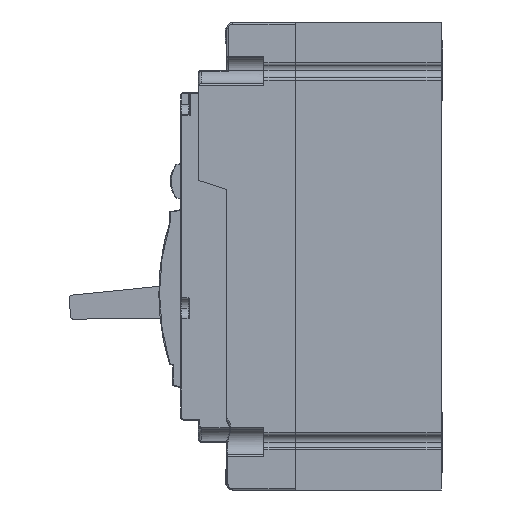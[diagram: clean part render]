
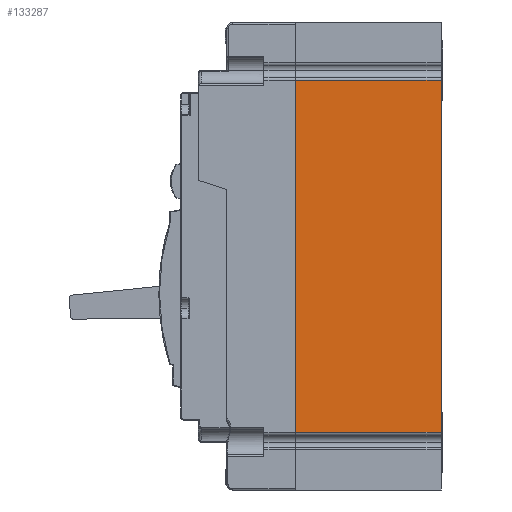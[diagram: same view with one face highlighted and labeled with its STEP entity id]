
A CAD part, left-side view. The second image highlights one B-rep face of the part: STEP entity #133287.
In plain terms, the highlighted planar face has unit normal (-1, 0, 0).
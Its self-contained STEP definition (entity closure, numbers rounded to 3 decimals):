
#9825=PLANE('',#138791);
#14055=FACE_OUTER_BOUND('',#19264,.T.);
#19264=EDGE_LOOP('',(#105257,#105258,#105259,#105260));
#25402=LINE('',#187605,#41953);
#25403=LINE('',#187609,#41954);
#25404=LINE('',#187610,#41955);
#25405=LINE('',#187611,#41956);
#41953=VECTOR('',#150704,1000.);
#41954=VECTOR('',#150707,1000.);
#41955=VECTOR('',#150708,1000.);
#41956=VECTOR('',#150709,1000.);
#62693=VERTEX_POINT('',#187601);
#62694=VERTEX_POINT('',#187603);
#62695=VERTEX_POINT('',#187607);
#62696=VERTEX_POINT('',#187608);
#82577=EDGE_CURVE('',#62694,#62693,#25402,.T.);
#82578=EDGE_CURVE('',#62695,#62696,#25403,.T.);
#82579=EDGE_CURVE('',#62693,#62695,#25404,.T.);
#82580=EDGE_CURVE('',#62694,#62696,#25405,.T.);
#105257=ORIENTED_EDGE('',*,*,#82578,.F.);
#105258=ORIENTED_EDGE('',*,*,#82579,.F.);
#105259=ORIENTED_EDGE('',*,*,#82577,.F.);
#105260=ORIENTED_EDGE('',*,*,#82580,.T.);
#133287=ADVANCED_FACE('',(#14055),#9825,.T.);
#138791=AXIS2_PLACEMENT_3D('',#187606,#150705,#150706);
#150704=DIRECTION('',(0.,1.,0.));
#150705=DIRECTION('center_axis',(-1.,0.,0.));
#150706=DIRECTION('ref_axis',(0.,0.,1.));
#150707=DIRECTION('',(0.,-1.,0.));
#150708=DIRECTION('',(0.,0.,1.));
#150709=DIRECTION('',(0.,0.,1.));
#187601=CARTESIAN_POINT('',(0.,49.5,-137.646));
#187603=CARTESIAN_POINT('',(0.,0.5,-137.646));
#187605=CARTESIAN_POINT('',(0.,0.5,-137.646));
#187606=CARTESIAN_POINT('Origin',(0.,0.5,-157.));
#187607=CARTESIAN_POINT('',(0.,49.5,-19.354));
#187608=CARTESIAN_POINT('',(0.,0.5,-19.354));
#187609=CARTESIAN_POINT('',(0.,49.5,-19.354));
#187610=CARTESIAN_POINT('',(0.,49.5,-137.646));
#187611=CARTESIAN_POINT('',(0.,0.5,-137.646));
